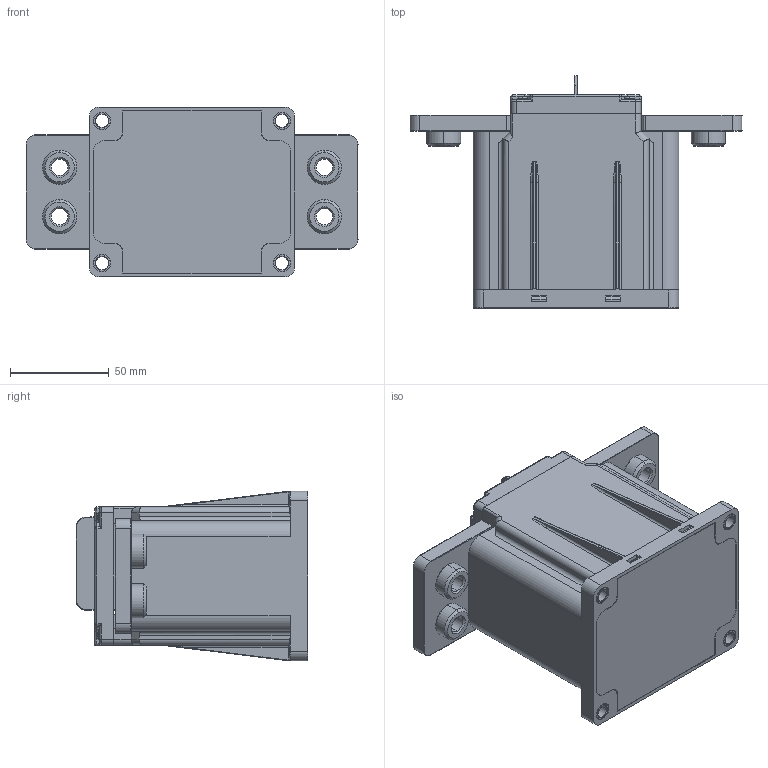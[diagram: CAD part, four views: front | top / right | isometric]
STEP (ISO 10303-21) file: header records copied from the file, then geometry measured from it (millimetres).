
FILE_DESCRIPTION((''),'2;1');
FILE_NAME('00_ASM','2024-12-09T13:20:30',('Administrator'),(''),'CREO PARAMETRIC BY PTC INC, 2021063','CREO PARAMETRIC BY PTC INC, 2021063','');
FILE_SCHEMA(('AUTOMOTIVE_DESIGN { 1 0 10303 214 1 1 1 1 }'));
Products named in the file (15): 00; 5557-0001; 0040; 0038_ASM; 55576P0001; _MIR00; _MIR0002; ASM0002_ASM; 0043; M3; 0044; 00_ASM
Assembly tree (25 placements, depth 3):
  00_ASM
    00
    5557-0001
    0038_ASM
      00
      0040  x2
    55576P0001
    00
    00
    ASM0002_ASM
      _MIR00
      _MIR0002  x2
    0043  x4
    M3  x4
    0044  x4
Bounding box: 168 x 117.3 x 86 mm (x, y, z)
Volume: 191297.8 mm3; surface area: 168219.3 mm2
Topology: 23 solids, 27 shells, 1759 faces, 4539 edges, 2911 vertices
Faces by surface type: plane 1122, cylinder 437, cone 84, torus 76, bspline 28, sphere 12
Entity records: 64286 total; most frequent: CARTESIAN_POINT 11969, ORIENTED_EDGE 8130, DIRECTION 7970, EDGE_CURVE 4073, PRESENTATION_STYLE_ASSIGNMENT 4067, STYLED_ITEM 4067, CURVE_STYLE 3975, VECTOR 3100
